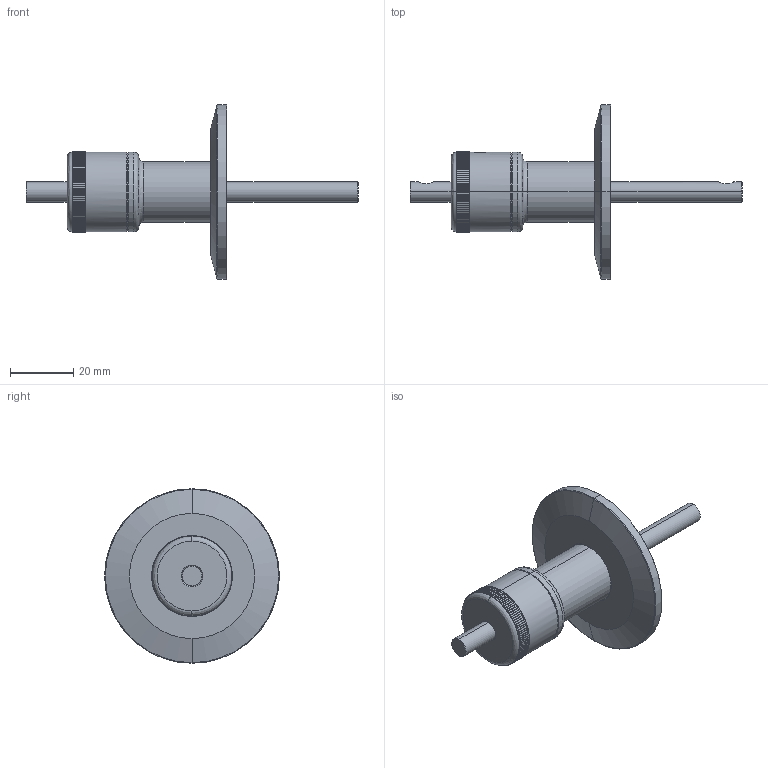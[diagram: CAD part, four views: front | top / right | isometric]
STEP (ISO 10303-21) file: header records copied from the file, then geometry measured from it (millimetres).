
FILE_DESCRIPTION (( 'STEP AP203' ), '1' );
FILE_NAME ('113216.stp', '2018-04-19T20:39:39', ( '' ), ( '' ), 'SwSTEP 2.0', 'SolidWorks 2012', '' );
FILE_SCHEMA (( 'CONFIG_CONTROL_DESIGN' ));
Length unit declared in the file: centimetre
Products named in the file (1): 113216
Bounding box: 104.65 x 55 x 55 mm (x, y, z)
Volume: 29274.1 mm3; surface area: 10582.6 mm2
Topology: 1 solids, 1 shells, 649 faces, 1424 edges, 786 vertices
Faces by surface type: plane 472, cylinder 145, cone 22, bspline 10
Entity records: 18123 total; most frequent: CARTESIAN_POINT 3716, DIRECTION 3216, ORIENTED_EDGE 2840, EDGE_CURVE 1420, AXIS2_PLACEMENT_3D 1182, VECTOR 852, LINE 852, VERTEX_POINT 786
